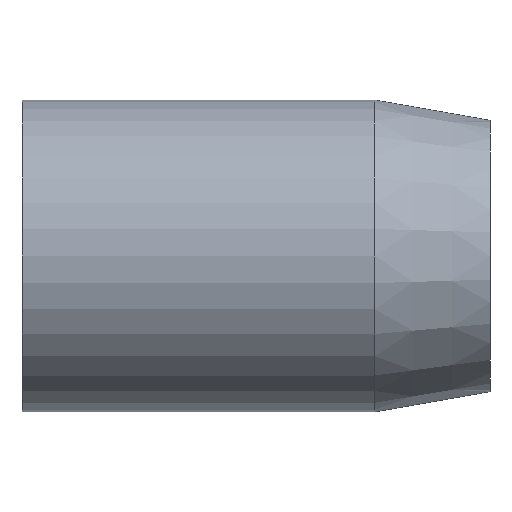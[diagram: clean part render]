
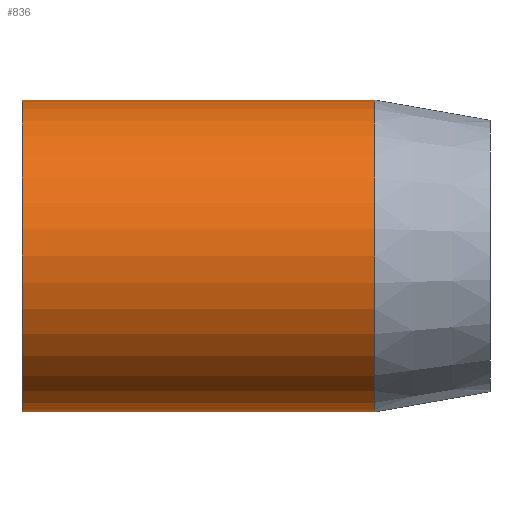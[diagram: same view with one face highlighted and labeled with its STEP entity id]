
A CAD part, left-side view. The second image highlights one B-rep face of the part: STEP entity #836.
In plain terms, the highlighted cylindrical face has radius 4 mm (diameter 8 mm), a partial arc.
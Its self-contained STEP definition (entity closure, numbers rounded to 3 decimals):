
#5 = CARTESIAN_POINT ( 'NONE',  ( 0., 0.2, 4. ) ) ;
#29 = VECTOR ( 'NONE', #487, 1000. ) ;
#34 = AXIS2_PLACEMENT_3D ( 'NONE', #993, #1005, #1001 ) ;
#46 = CIRCLE ( 'NONE', #34, 4. ) ;
#159 = CARTESIAN_POINT ( 'NONE',  ( 0., 9.25, 0. ) ) ;
#161 = DIRECTION ( 'NONE',  ( 0., 1., 0. ) ) ;
#162 = DIRECTION ( 'NONE',  ( 0., 0., 1. ) ) ;
#246 = AXIS2_PLACEMENT_3D ( 'NONE', #286, #281, #295 ) ;
#274 = FACE_OUTER_BOUND ( 'NONE', #692, .T. ) ;
#278 = CYLINDRICAL_SURFACE ( 'NONE', #246, 4. ) ;
#281 = DIRECTION ( 'NONE',  ( 0., 1., 0. ) ) ;
#286 = CARTESIAN_POINT ( 'NONE',  ( 0., 14.356, 0. ) ) ;
#295 = DIRECTION ( 'NONE',  ( 0., 0., 1. ) ) ;
#344 = AXIS2_PLACEMENT_3D ( 'NONE', #159, #161, #162 ) ;
#356 = CIRCLE ( 'NONE', #344, 4. ) ;
#373 = VECTOR ( 'NONE', #773, 1000. ) ;
#484 = LINE ( 'NONE', #493, #29 ) ;
#487 = DIRECTION ( 'NONE',  ( 0., 1., 0. ) ) ;
#493 = CARTESIAN_POINT ( 'NONE',  ( 0., 14.356, 4. ) ) ;
#525 = VERTEX_POINT ( 'NONE', #558 ) ;
#526 = CARTESIAN_POINT ( 'NONE',  ( 0., 9.25, 4. ) ) ;
#535 = VERTEX_POINT ( 'NONE', #565 ) ;
#558 = CARTESIAN_POINT ( 'NONE',  ( 0., 9.25, -4. ) ) ;
#562 = VERTEX_POINT ( 'NONE', #526 ) ;
#565 = CARTESIAN_POINT ( 'NONE',  ( 0., 0.2, -4. ) ) ;
#648 = ORIENTED_EDGE ( 'NONE', *, *, #911, .F. ) ;
#650 = ORIENTED_EDGE ( 'NONE', *, *, #868, .T. ) ;
#692 = EDGE_LOOP ( 'NONE', ( #706, #650, #705, #648 ) ) ;
#705 = ORIENTED_EDGE ( 'NONE', *, *, #863, .F. ) ;
#706 = ORIENTED_EDGE ( 'NONE', *, *, #918, .F. ) ;
#712 = CARTESIAN_POINT ( 'NONE',  ( 0., 14.356, -4. ) ) ;
#738 = VERTEX_POINT ( 'NONE', #5 ) ;
#747 = LINE ( 'NONE', #712, #373 ) ;
#773 = DIRECTION ( 'NONE',  ( 0., 1., 0. ) ) ;
#836 = ADVANCED_FACE ( 'NONE', ( #274 ), #278, .T. ) ;
#863 = EDGE_CURVE ( 'NONE', #562, #525, #356, .T. ) ;
#868 = EDGE_CURVE ( 'NONE', #535, #525, #747, .T. ) ;
#911 = EDGE_CURVE ( 'NONE', #738, #562, #484, .T. ) ;
#918 = EDGE_CURVE ( 'NONE', #535, #738, #46, .T. ) ;
#993 = CARTESIAN_POINT ( 'NONE',  ( 0., 0.2, 0. ) ) ;
#1001 = DIRECTION ( 'NONE',  ( -1., 0., 0. ) ) ;
#1005 = DIRECTION ( 'NONE',  ( 0., -1., 0. ) ) ;
